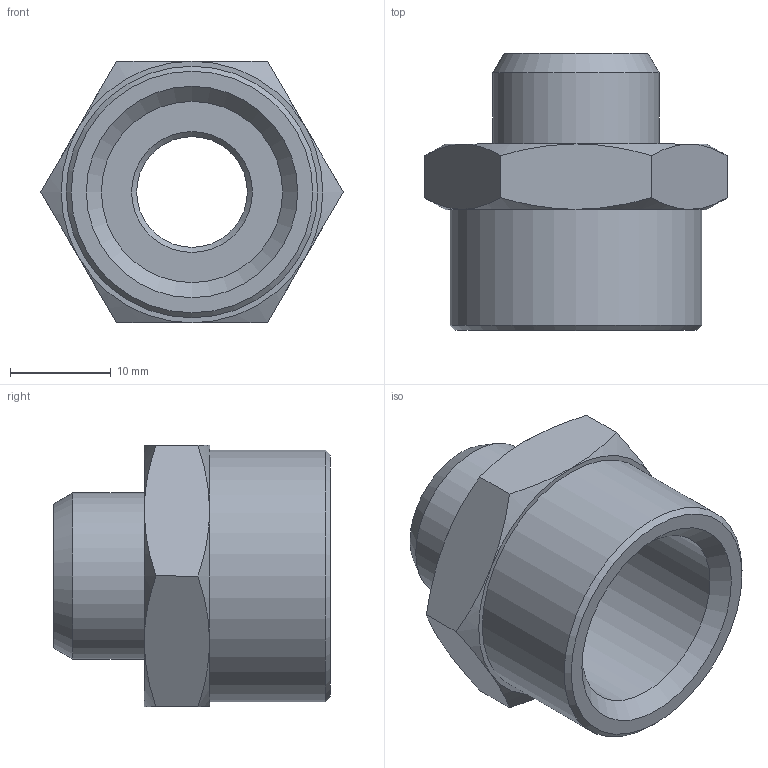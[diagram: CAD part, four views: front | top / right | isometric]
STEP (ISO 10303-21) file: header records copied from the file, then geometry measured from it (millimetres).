
FILE_DESCRIPTION (( 'STEP AP214' ), '1' );
FILE_NAME ('020500001AC00A.STEP', '2013-08-08T07:14:46', ( 'ST01' ), ( '' ), 'SwSTEP 2.0', 'SolidWorks 2012', '' );
FILE_SCHEMA (( 'AUTOMOTIVE_DESIGN' ));
Length unit declared in the file: millimetre
Products named in the file (1): 020500001AC00A
Bounding box: 30.02 x 27.5 x 26 mm (x, y, z)
Volume: 6280 mm3; surface area: 4087.3 mm2
Topology: 1 solids, 1 shells, 32 faces, 66 edges, 39 vertices
Faces by surface type: cone 17, plane 11, cylinder 4
Full cylindrical faces by diameter (mm): 11 x1, 16.5 x1, 18 x1, 25 x1
Entity records: 882 total; most frequent: CARTESIAN_POINT 245, DIRECTION 122, ORIENTED_EDGE 110, AXIS2_PLACEMENT_3D 58, EDGE_CURVE 55, EDGE_LOOP 46, VERTEX_POINT 37, FACE_OUTER_BOUND 36
